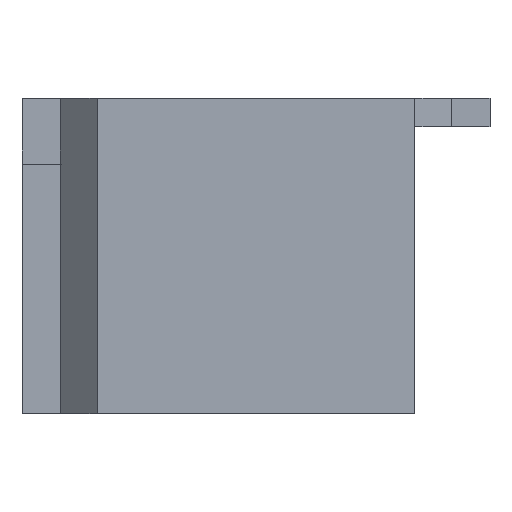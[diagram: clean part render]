
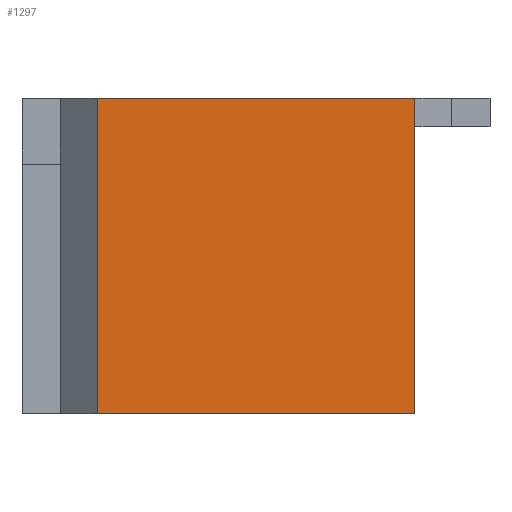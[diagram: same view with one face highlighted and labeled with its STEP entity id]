
A CAD part, front view. The second image highlights one B-rep face of the part: STEP entity #1297.
In plain terms, the highlighted planar face has unit normal (0, -1, 0).
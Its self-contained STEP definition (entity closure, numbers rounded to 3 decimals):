
#99=FACE_OUTER_BOUND('',#167,.T.);
#167=EDGE_LOOP('',(#896,#897,#898,#899));
#271=LINE('',#1890,#421);
#281=LINE('',#1910,#431);
#283=LINE('',#1914,#433);
#284=LINE('',#1915,#434);
#421=VECTOR('',#1513,10.);
#431=VECTOR('',#1527,10.);
#433=VECTOR('',#1531,10.);
#434=VECTOR('',#1532,10.);
#569=VERTEX_POINT('',#1887);
#570=VERTEX_POINT('',#1889);
#578=VERTEX_POINT('',#1909);
#579=VERTEX_POINT('',#1913);
#693=EDGE_CURVE('',#570,#569,#271,.T.);
#703=EDGE_CURVE('',#578,#570,#281,.T.);
#705=EDGE_CURVE('',#579,#569,#283,.T.);
#706=EDGE_CURVE('',#578,#579,#284,.T.);
#896=ORIENTED_EDGE('',*,*,#693,.T.);
#897=ORIENTED_EDGE('',*,*,#705,.F.);
#898=ORIENTED_EDGE('',*,*,#706,.F.);
#899=ORIENTED_EDGE('',*,*,#703,.T.);
#1245=PLANE('',#1385);
#1297=ADVANCED_FACE('',(#99),#1245,.T.);
#1385=AXIS2_PLACEMENT_3D('',#1912,#1529,#1530);
#1513=DIRECTION('',(1.,0.,0.));
#1527=DIRECTION('',(0.,0.,-1.));
#1529=DIRECTION('center_axis',(0.,-1.,0.));
#1530=DIRECTION('ref_axis',(-1.,0.,0.));
#1531=DIRECTION('',(0.,0.,-1.));
#1532=DIRECTION('',(1.,0.,0.));
#1887=CARTESIAN_POINT('',(16.87,-24.85,-19.919));
#1889=CARTESIAN_POINT('',(-16.87,-24.85,-19.919));
#1890=CARTESIAN_POINT('',(7.651,-24.85,-19.919));
#1909=CARTESIAN_POINT('',(-16.87,-24.85,13.581));
#1910=CARTESIAN_POINT('',(-16.87,-24.85,13.581));
#1912=CARTESIAN_POINT('Origin',(16.87,-24.85,13.581));
#1913=CARTESIAN_POINT('',(16.87,-24.85,13.581));
#1914=CARTESIAN_POINT('',(16.87,-24.85,13.581));
#1915=CARTESIAN_POINT('',(-16.87,-24.85,13.581));
